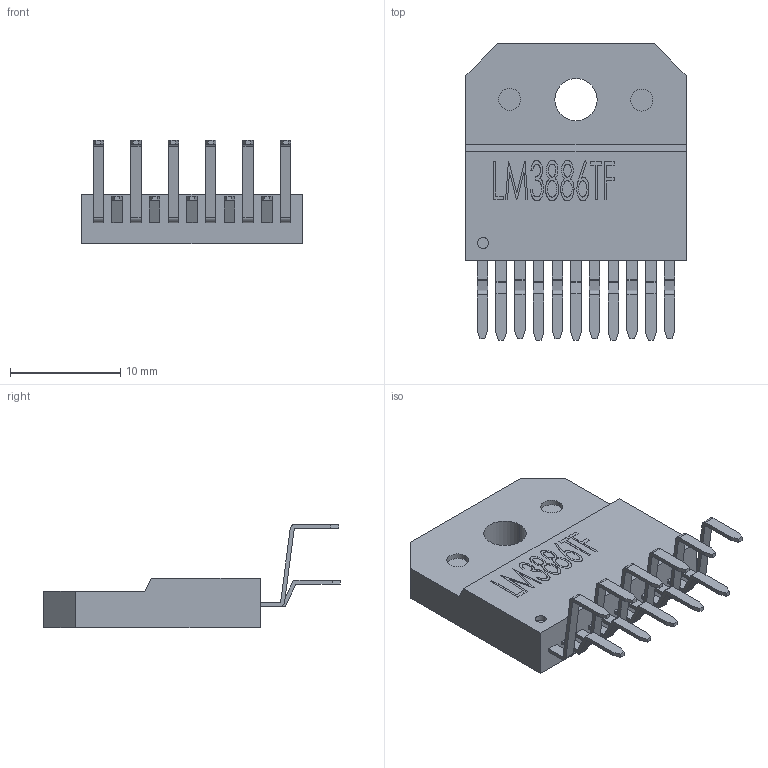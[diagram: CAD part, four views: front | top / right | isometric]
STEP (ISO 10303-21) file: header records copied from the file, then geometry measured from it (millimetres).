
FILE_DESCRIPTION (( 'STEP AP214' ), '1' );
FILE_NAME ('User Library-LM3886TF.STEP', '2021-01-28T08:48:44', ( '' ), ( '' ), 'SwSTEP 2.0', 'SolidWorks 2020', '' );
FILE_SCHEMA (( 'AUTOMOTIVE_DESIGN' ));
Length unit declared in the file: millimetre
Products named in the file (4): LM3886TF1; pin front; User Library-LM3886TF; PIN
Assembly tree (3 placements, depth 2):
  User Library-LM3886TF
    LM3886TF1
    pin front
    PIN
Bounding box: 20 x 26.98 x 9.37 mm (x, y, z)
Volume: 1516.5 mm3; surface area: 1432.2 mm2
Topology: 12 solids, 12 shells, 293 faces, 759 edges, 506 vertices
Faces by surface type: plane 201, cylinder 52, bspline 40
Entity records: 13007 total; most frequent: CARTESIAN_POINT 2532, ORIENTED_EDGE 1518, DIRECTION 1301, EDGE_CURVE 759, VECTOR 575, LINE 575, VERTEX_POINT 506, AXIS2_PLACEMENT_3D 363
